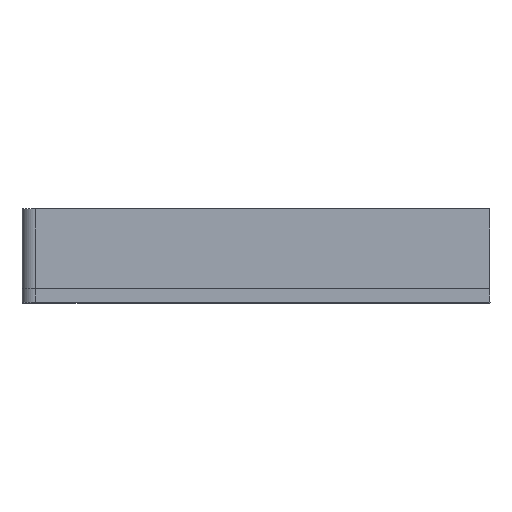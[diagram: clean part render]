
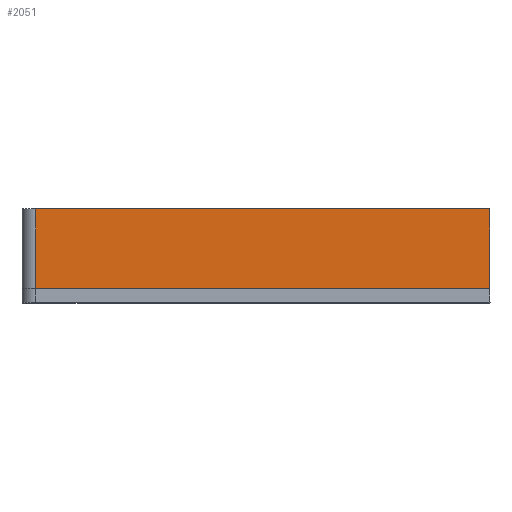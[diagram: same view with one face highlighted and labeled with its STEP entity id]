
A CAD part, top view. The second image highlights one B-rep face of the part: STEP entity #2051.
In plain terms, the highlighted planar face has unit normal (0, 0, 1).
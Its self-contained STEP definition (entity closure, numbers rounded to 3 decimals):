
#532=DIRECTION('',(0.,1.,0.));
#533=VECTOR('',#532,2.9);
#534=CARTESIAN_POINT('',(8.5,3.4,8.));
#535=LINE('',#534,#533);
#801=DIRECTION('',(0.,-1.,0.));
#802=VECTOR('',#801,2.9);
#803=CARTESIAN_POINT('',(-8.,6.3,8.));
#804=LINE('',#803,#802);
#810=DIRECTION('',(1.,0.,0.));
#811=VECTOR('',#810,16.5);
#812=CARTESIAN_POINT('',(-8.,3.4,8.));
#813=LINE('',#812,#811);
#933=DIRECTION('',(1.,0.,0.));
#934=VECTOR('',#933,16.5);
#935=CARTESIAN_POINT('',(-8.,6.3,8.));
#936=LINE('',#935,#934);
#1326=CARTESIAN_POINT('',(8.5,3.4,8.));
#1327=VERTEX_POINT('',#1326);
#1328=CARTESIAN_POINT('',(8.5,6.3,8.));
#1329=VERTEX_POINT('',#1328);
#1364=CARTESIAN_POINT('',(-8.,6.3,8.));
#1365=VERTEX_POINT('',#1364);
#1378=CARTESIAN_POINT('',(-8.,3.4,8.));
#1379=VERTEX_POINT('',#1378);
#2040=CARTESIAN_POINT('',(-8.5,3.4,8.));
#2041=DIRECTION('',(0.,0.,1.));
#2042=DIRECTION('',(1.,0.,0.));
#2043=AXIS2_PLACEMENT_3D('',#2040,#2041,#2042);
#2044=PLANE('',#2043);
#2045=ORIENTED_EDGE('',*,*,#1960,.F.);
#2046=ORIENTED_EDGE('',*,*,#1904,.T.);
#2047=ORIENTED_EDGE('',*,*,#1588,.F.);
#2048=ORIENTED_EDGE('',*,*,#1971,.F.);
#2049=EDGE_LOOP('',(#2045,#2046,#2047,#2048));
#2050=FACE_OUTER_BOUND('',#2049,.F.);
#1588=EDGE_CURVE('',#1327,#1329,#535,.T.);
#1904=EDGE_CURVE('',#1365,#1329,#936,.T.);
#1960=EDGE_CURVE('',#1365,#1379,#804,.T.);
#1971=EDGE_CURVE('',#1379,#1327,#813,.T.);
#2051=ADVANCED_FACE('',(#2050),#2044,.T.);
